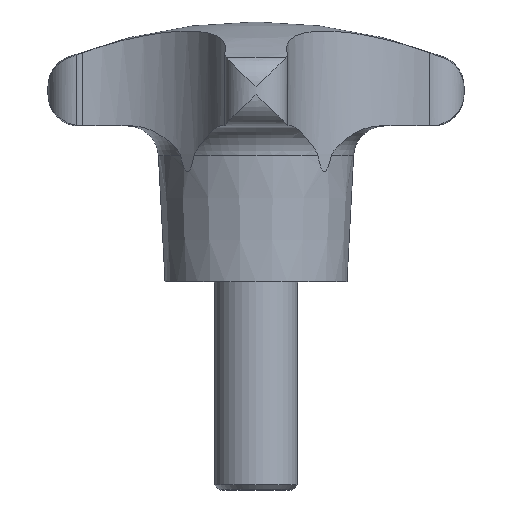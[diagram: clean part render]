
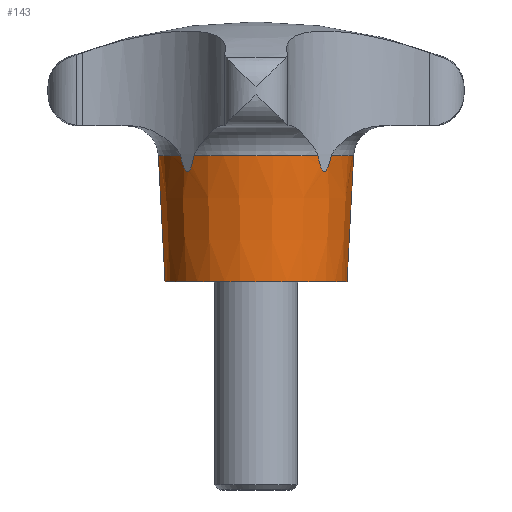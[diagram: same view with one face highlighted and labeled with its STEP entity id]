
A CAD part, front view. The second image highlights one B-rep face of the part: STEP entity #143.
In plain terms, the highlighted conical face has half-angle 3 degrees and reference radius 18.137 mm.
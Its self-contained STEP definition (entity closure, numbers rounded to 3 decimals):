
#143=ADVANCED_FACE('',(#289),#290,.T.);
#289=FACE_OUTER_BOUND('',#436,.T.);
#290=CONICAL_SURFACE('',#437,18.137,0.052);
#436=EDGE_LOOP('',(#811,#812,#813,#814,#815,#816,#817,#818));
#437=AXIS2_PLACEMENT_3D('',#819,#820,#821);
#811=ORIENTED_EDGE('',*,*,#944,.T.);
#812=ORIENTED_EDGE('',*,*,#1056,.F.);
#813=ORIENTED_EDGE('',*,*,#1036,.T.);
#814=ORIENTED_EDGE('',*,*,#1058,.F.);
#815=ORIENTED_EDGE('',*,*,#1025,.T.);
#816=ORIENTED_EDGE('',*,*,#1061,.F.);
#817=ORIENTED_EDGE('',*,*,#946,.T.);
#818=ORIENTED_EDGE('',*,*,#1062,.T.);
#819=CARTESIAN_POINT('',(0.,0.,12.157));
#820=DIRECTION('',(-0.0,0.0,1.0));
#821=DIRECTION('',(1.0,0.,0.0));
#944=EDGE_CURVE('',#1146,#1147,#1148,.T.);
#946=EDGE_CURVE('',#1138,#1149,#1151,.T.);
#1025=EDGE_CURVE('',#1274,#1272,#1275,.T.);
#1036=EDGE_CURVE('',#1291,#1289,#1292,.T.);
#1056=EDGE_CURVE('',#1291,#1147,#1312,.T.);
#1058=EDGE_CURVE('',#1274,#1289,#1314,.T.);
#1061=EDGE_CURVE('',#1138,#1272,#1317,.T.);
#1062=EDGE_CURVE('',#1149,#1146,#1318,.T.);
#1138=VERTEX_POINT('',#1534);
#1146=VERTEX_POINT('',#1555);
#1147=VERTEX_POINT('',#1556);
#1148=LINE('',#1557,#1558);
#1149=VERTEX_POINT('',#1559);
#1151=LINE('',#1561,#1562);
#1272=VERTEX_POINT('',#2066);
#1274=VERTEX_POINT('',#2081);
#1275=B_SPLINE_CURVE_WITH_KNOTS('',3,(#2082,#2083,#2084,#2085,#2086,#2087,#2088,#2089,#2090,#2091,#2092,#2093,#2094,#2095,#2096,#2097,#2098,#2099,#2100,#2101,#2102,#2103,#2104,#2105,#2106,#2107,#2108,#2109,#2110,#2111),.UNSPECIFIED.,.F.,.F.,(4,2,2,2,2,2,2,2,2,2,2,2,2,2,4),(0.997,1.835,2.752,3.211,3.669,4.131,4.361,4.592,4.822,5.053,5.514,5.973,6.432,7.349,8.186),.UNSPECIFIED.);
#1289=VERTEX_POINT('',#2190);
#1291=VERTEX_POINT('',#2205);
#1292=B_SPLINE_CURVE_WITH_KNOTS('',3,(#2206,#2207,#2208,#2209,#2210,#2211,#2212,#2213,#2214,#2215,#2216,#2217,#2218,#2219,#2220,#2221,#2222,#2223,#2224,#2225,#2226,#2227,#2228,#2229,#2230,#2231,#2232,#2233,#2234,#2235),.UNSPECIFIED.,.F.,.F.,(4,2,2,2,2,2,2,2,2,2,2,2,2,2,4),(0.997,1.835,2.752,3.211,3.669,4.131,4.361,4.592,4.822,5.053,5.514,5.973,6.432,7.349,8.186),.UNSPECIFIED.);
#1312=CIRCLE('',#2268,18.774);
#1314=CIRCLE('',#2270,18.774);
#1317=CIRCLE('',#2273,18.774);
#1318=CIRCLE('',#2274,17.5);
#1534=CARTESIAN_POINT('',(-18.774,0.,24.314));
#1555=CARTESIAN_POINT('',(17.5,0.,0.));
#1556=CARTESIAN_POINT('',(18.774,0.,24.314));
#1557=CARTESIAN_POINT('',(18.137,0.,12.157));
#1558=VECTOR('',#2341,1.0);
#1559=CARTESIAN_POINT('',(-17.5,0.,0.));
#1561=CARTESIAN_POINT('',(-18.137,0.,12.157));
#1562=VECTOR('',#2345,1.0);
#2066=CARTESIAN_POINT('',(-14.527,-11.892,24.314));
#2081=CARTESIAN_POINT('',(-11.892,-14.527,24.314));
#2082=CARTESIAN_POINT('',(-11.892,-14.527,24.314));
#2083=CARTESIAN_POINT('',(-11.949,-14.462,24.027));
#2084=CARTESIAN_POINT('',(-12.01,-14.391,23.738));
#2085=CARTESIAN_POINT('',(-12.151,-14.231,23.14));
#2086=CARTESIAN_POINT('',(-12.231,-14.142,22.832));
#2087=CARTESIAN_POINT('',(-12.367,-13.992,22.394));
#2088=CARTESIAN_POINT('',(-12.415,-13.94,22.252));
#2089=CARTESIAN_POINT('',(-12.518,-13.827,21.979));
#2090=CARTESIAN_POINT('',(-12.574,-13.767,21.848));
#2091=CARTESIAN_POINT('',(-12.699,-13.634,21.602));
#2092=CARTESIAN_POINT('',(-12.776,-13.554,21.475));
#2093=CARTESIAN_POINT('',(-12.908,-13.417,21.331));
#2094=CARTESIAN_POINT('',(-12.955,-13.369,21.291));
#2095=CARTESIAN_POINT('',(-13.054,-13.268,21.234));
#2096=CARTESIAN_POINT('',(-13.106,-13.215,21.219));
#2097=CARTESIAN_POINT('',(-13.215,-13.106,21.219));
#2098=CARTESIAN_POINT('',(-13.268,-13.054,21.234));
#2099=CARTESIAN_POINT('',(-13.369,-12.955,21.291));
#2100=CARTESIAN_POINT('',(-13.417,-12.908,21.331));
#2101=CARTESIAN_POINT('',(-13.554,-12.776,21.475));
#2102=CARTESIAN_POINT('',(-13.634,-12.699,21.602));
#2103=CARTESIAN_POINT('',(-13.767,-12.574,21.848));
#2104=CARTESIAN_POINT('',(-13.827,-12.518,21.979));
#2105=CARTESIAN_POINT('',(-13.94,-12.415,22.252));
#2106=CARTESIAN_POINT('',(-13.992,-12.367,22.394));
#2107=CARTESIAN_POINT('',(-14.142,-12.231,22.832));
#2108=CARTESIAN_POINT('',(-14.231,-12.151,23.14));
#2109=CARTESIAN_POINT('',(-14.391,-12.01,23.738));
#2110=CARTESIAN_POINT('',(-14.462,-11.949,24.027));
#2111=CARTESIAN_POINT('',(-14.527,-11.892,24.314));
#2190=CARTESIAN_POINT('',(11.892,-14.527,24.314));
#2205=CARTESIAN_POINT('',(14.527,-11.892,24.314));
#2206=CARTESIAN_POINT('',(14.527,-11.892,24.314));
#2207=CARTESIAN_POINT('',(14.462,-11.949,24.027));
#2208=CARTESIAN_POINT('',(14.391,-12.01,23.738));
#2209=CARTESIAN_POINT('',(14.231,-12.151,23.14));
#2210=CARTESIAN_POINT('',(14.142,-12.231,22.832));
#2211=CARTESIAN_POINT('',(13.992,-12.367,22.394));
#2212=CARTESIAN_POINT('',(13.94,-12.415,22.252));
#2213=CARTESIAN_POINT('',(13.827,-12.518,21.979));
#2214=CARTESIAN_POINT('',(13.767,-12.574,21.848));
#2215=CARTESIAN_POINT('',(13.634,-12.699,21.602));
#2216=CARTESIAN_POINT('',(13.554,-12.776,21.475));
#2217=CARTESIAN_POINT('',(13.417,-12.908,21.331));
#2218=CARTESIAN_POINT('',(13.369,-12.955,21.291));
#2219=CARTESIAN_POINT('',(13.268,-13.054,21.234));
#2220=CARTESIAN_POINT('',(13.215,-13.106,21.219));
#2221=CARTESIAN_POINT('',(13.106,-13.215,21.219));
#2222=CARTESIAN_POINT('',(13.054,-13.268,21.234));
#2223=CARTESIAN_POINT('',(12.955,-13.369,21.291));
#2224=CARTESIAN_POINT('',(12.908,-13.417,21.331));
#2225=CARTESIAN_POINT('',(12.776,-13.554,21.475));
#2226=CARTESIAN_POINT('',(12.699,-13.634,21.602));
#2227=CARTESIAN_POINT('',(12.574,-13.767,21.848));
#2228=CARTESIAN_POINT('',(12.518,-13.827,21.979));
#2229=CARTESIAN_POINT('',(12.415,-13.94,22.252));
#2230=CARTESIAN_POINT('',(12.367,-13.992,22.394));
#2231=CARTESIAN_POINT('',(12.231,-14.142,22.832));
#2232=CARTESIAN_POINT('',(12.151,-14.231,23.14));
#2233=CARTESIAN_POINT('',(12.01,-14.391,23.738));
#2234=CARTESIAN_POINT('',(11.949,-14.462,24.027));
#2235=CARTESIAN_POINT('',(11.892,-14.527,24.314));
#2268=AXIS2_PLACEMENT_3D('',#2457,#2458,#2459);
#2270=AXIS2_PLACEMENT_3D('',#2460,#2461,#2462);
#2273=AXIS2_PLACEMENT_3D('',#2463,#2464,#2465);
#2274=AXIS2_PLACEMENT_3D('',#2466,#2467,#2468);
#2341=DIRECTION('',(0.052,0.,0.999));
#2345=DIRECTION('',(0.052,0.,-0.999));
#2457=CARTESIAN_POINT('',(0.,0.,24.314));
#2458=DIRECTION('',(0.0,0.0,1.0));
#2459=DIRECTION('',(1.0,0.,0.0));
#2460=CARTESIAN_POINT('',(0.,0.,24.314));
#2461=DIRECTION('',(0.0,0.0,1.0));
#2462=DIRECTION('',(1.0,0.,0.0));
#2463=CARTESIAN_POINT('',(0.,0.,24.314));
#2464=DIRECTION('',(0.0,0.0,1.0));
#2465=DIRECTION('',(1.0,0.,0.0));
#2466=CARTESIAN_POINT('',(0.,0.,0.));
#2467=DIRECTION('',(0.0,0.0,1.0));
#2468=DIRECTION('',(1.0,0.,0.0));
